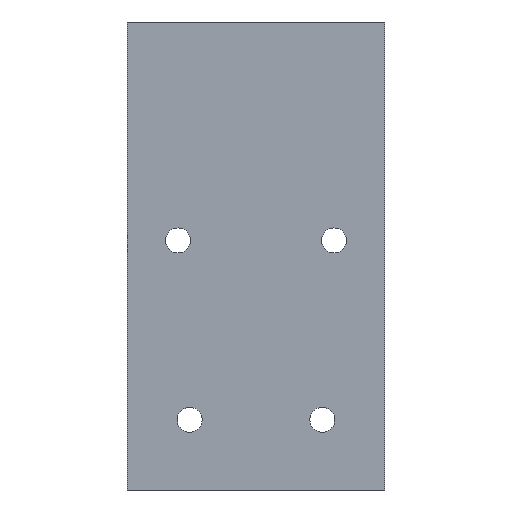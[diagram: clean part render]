
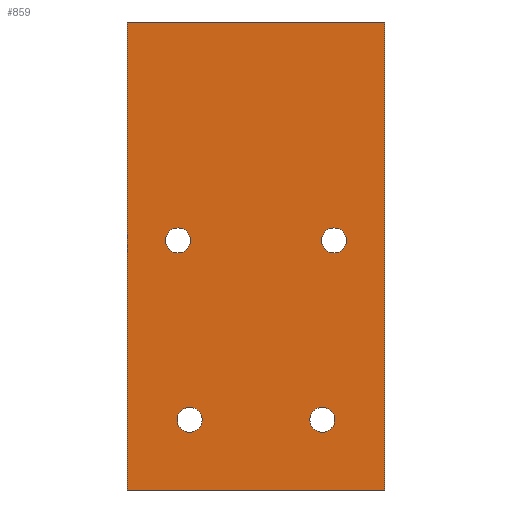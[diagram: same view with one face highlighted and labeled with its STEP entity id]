
A CAD part, front view. The second image highlights one B-rep face of the part: STEP entity #859.
In plain terms, the highlighted planar face has unit normal (0, -1, 0).
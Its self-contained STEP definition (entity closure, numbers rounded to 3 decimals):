
#37=FACE_BOUND('',#179,.T.);
#38=FACE_BOUND('',#180,.T.);
#39=FACE_BOUND('',#181,.T.);
#40=FACE_BOUND('',#182,.T.);
#74=PLANE('',#952);
#119=FACE_OUTER_BOUND('',#178,.T.);
#178=EDGE_LOOP('',(#796,#797,#798,#799));
#179=EDGE_LOOP('',(#800));
#180=EDGE_LOOP('',(#801));
#181=EDGE_LOOP('',(#802));
#182=EDGE_LOOP('',(#803));
#258=LINE('',#1423,#341);
#261=LINE('',#1428,#344);
#263=LINE('',#1432,#346);
#265=LINE('',#1435,#348);
#341=VECTOR('',#1180,10.);
#344=VECTOR('',#1185,10.);
#346=VECTOR('',#1189,10.);
#348=VECTOR('',#1193,10.);
#365=CIRCLE('',#908,1.6);
#366=CIRCLE('',#917,1.6);
#367=CIRCLE('',#922,1.6);
#368=CIRCLE('',#924,1.6);
#411=VERTEX_POINT('',#1285);
#430=VERTEX_POINT('',#1340);
#433=VERTEX_POINT('',#1354);
#434=VERTEX_POINT('',#1358);
#449=VERTEX_POINT('',#1421);
#450=VERTEX_POINT('',#1422);
#451=VERTEX_POINT('',#1427);
#452=VERTEX_POINT('',#1431);
#495=EDGE_CURVE('',#411,#411,#365,.T.);
#523=EDGE_CURVE('',#430,#430,#366,.T.);
#530=EDGE_CURVE('',#433,#433,#367,.T.);
#532=EDGE_CURVE('',#434,#434,#368,.T.);
#562=EDGE_CURVE('',#449,#450,#258,.T.);
#565=EDGE_CURVE('',#451,#449,#261,.T.);
#567=EDGE_CURVE('',#452,#451,#263,.T.);
#569=EDGE_CURVE('',#450,#452,#265,.T.);
#796=ORIENTED_EDGE('',*,*,#569,.F.);
#797=ORIENTED_EDGE('',*,*,#562,.F.);
#798=ORIENTED_EDGE('',*,*,#565,.F.);
#799=ORIENTED_EDGE('',*,*,#567,.F.);
#800=ORIENTED_EDGE('',*,*,#495,.T.);
#801=ORIENTED_EDGE('',*,*,#530,.T.);
#802=ORIENTED_EDGE('',*,*,#523,.T.);
#803=ORIENTED_EDGE('',*,*,#532,.T.);
#859=ADVANCED_FACE('',(#119,#37,#38,#39,#40),#74,.F.);
#908=AXIS2_PLACEMENT_3D('',#1286,#1041,#1042);
#917=AXIS2_PLACEMENT_3D('',#1341,#1086,#1087);
#922=AXIS2_PLACEMENT_3D('',#1355,#1102,#1103);
#924=AXIS2_PLACEMENT_3D('',#1359,#1107,#1108);
#952=AXIS2_PLACEMENT_3D('',#1436,#1194,#1195);
#1041=DIRECTION('center_axis',(0.,1.,0.));
#1042=DIRECTION('ref_axis',(1.,0.,0.));
#1086=DIRECTION('center_axis',(0.,1.,0.));
#1087=DIRECTION('ref_axis',(1.,0.,0.));
#1102=DIRECTION('center_axis',(0.,1.,0.));
#1103=DIRECTION('ref_axis',(1.,0.,0.));
#1107=DIRECTION('center_axis',(0.,1.,0.));
#1108=DIRECTION('ref_axis',(1.,0.,0.));
#1180=DIRECTION('',(1.,0.,0.));
#1185=DIRECTION('',(0.,0.,1.));
#1189=DIRECTION('',(-1.,0.,0.));
#1193=DIRECTION('',(0.,0.,-1.));
#1194=DIRECTION('center_axis',(0.,1.,0.));
#1195=DIRECTION('ref_axis',(1.,0.,0.));
#1285=CARTESIAN_POINT('',(7.4,0.,71.));
#1286=CARTESIAN_POINT('Origin',(9.,0.,71.));
#1340=CARTESIAN_POINT('',(-12.6,0.,71.));
#1341=CARTESIAN_POINT('Origin',(-11.,0.,
71.));
#1354=CARTESIAN_POINT('',(-11.1,0.,48.));
#1355=CARTESIAN_POINT('Origin',(-9.5,0.,
48.));
#1358=CARTESIAN_POINT('',(5.9,0.,48.));
#1359=CARTESIAN_POINT('Origin',(7.5,0.,48.));
#1421=CARTESIAN_POINT('',(-17.5,0.,99.));
#1422=CARTESIAN_POINT('',(15.5,0.,99.));
#1423=CARTESIAN_POINT('',(-17.5,0.,99.));
#1427=CARTESIAN_POINT('',(-17.5,0.,39.));
#1428=CARTESIAN_POINT('',(-17.5,0.,39.));
#1431=CARTESIAN_POINT('',(15.5,0.,39.));
#1432=CARTESIAN_POINT('',(15.5,0.,39.));
#1435=CARTESIAN_POINT('',(15.5,0.,99.));
#1436=CARTESIAN_POINT('Origin',(-1.,0.,
69.));
